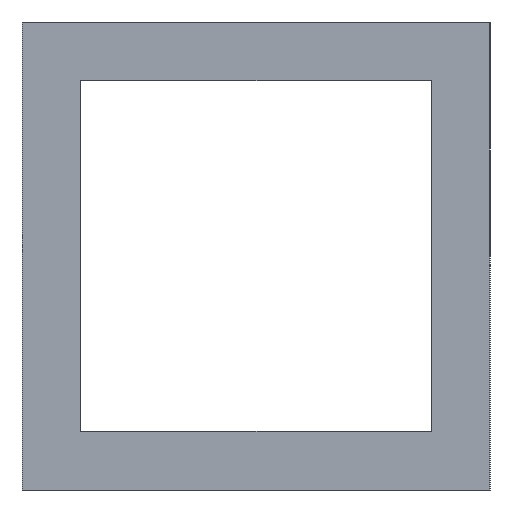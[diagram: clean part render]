
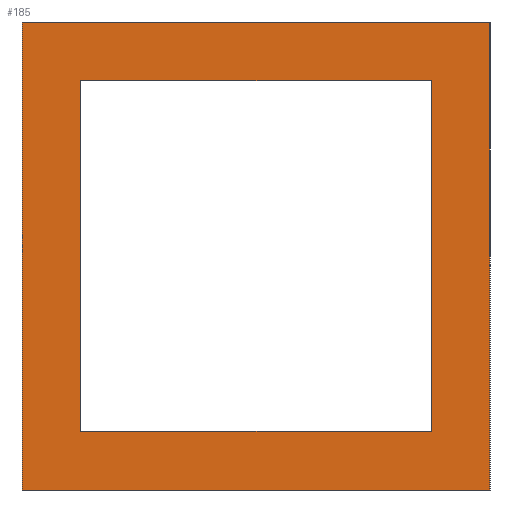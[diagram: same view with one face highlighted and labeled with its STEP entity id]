
A CAD part, left-side view. The second image highlights one B-rep face of the part: STEP entity #185.
In plain terms, the highlighted planar face has unit normal (-1, 0, 0).
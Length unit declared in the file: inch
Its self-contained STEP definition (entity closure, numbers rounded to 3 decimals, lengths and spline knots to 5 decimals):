
#15=FACE_BOUND('',#28,.T.);
#17=FACE_OUTER_BOUND('',#27,.T.);
#27=EDGE_LOOP('',(#127,#128,#129,#130));
#28=EDGE_LOOP('',(#131,#132,#133,#134));
#39=LINE('',#263,#63);
#40=LINE('',#265,#64);
#41=LINE('',#267,#65);
#42=LINE('',#268,#66);
#43=LINE('',#271,#67);
#44=LINE('',#273,#68);
#45=LINE('',#275,#69);
#46=LINE('',#276,#70);
#63=VECTOR('',#217,2.);
#64=VECTOR('',#218,2.);
#65=VECTOR('',#219,2.);
#66=VECTOR('',#220,2.);
#67=VECTOR('',#221,1.5);
#68=VECTOR('',#222,1.5);
#69=VECTOR('',#223,1.5);
#70=VECTOR('',#224,1.5);
#87=VERTEX_POINT('',#261);
#88=VERTEX_POINT('',#262);
#89=VERTEX_POINT('',#264);
#90=VERTEX_POINT('',#266);
#91=VERTEX_POINT('',#269);
#92=VERTEX_POINT('',#270);
#93=VERTEX_POINT('',#272);
#94=VERTEX_POINT('',#274);
#103=EDGE_CURVE('',#87,#88,#39,.T.);
#104=EDGE_CURVE('',#88,#89,#40,.T.);
#105=EDGE_CURVE('',#89,#90,#41,.T.);
#106=EDGE_CURVE('',#90,#87,#42,.T.);
#107=EDGE_CURVE('',#91,#92,#43,.T.);
#108=EDGE_CURVE('',#92,#93,#44,.T.);
#109=EDGE_CURVE('',#93,#94,#45,.T.);
#110=EDGE_CURVE('',#94,#91,#46,.T.);
#127=ORIENTED_EDGE('',*,*,#103,.T.);
#128=ORIENTED_EDGE('',*,*,#104,.T.);
#129=ORIENTED_EDGE('',*,*,#105,.T.);
#130=ORIENTED_EDGE('',*,*,#106,.T.);
#131=ORIENTED_EDGE('',*,*,#107,.T.);
#132=ORIENTED_EDGE('',*,*,#108,.T.);
#133=ORIENTED_EDGE('',*,*,#109,.T.);
#134=ORIENTED_EDGE('',*,*,#110,.T.);
#175=PLANE('',#203);
#185=ADVANCED_FACE('',(#17,#15),#175,.F.);
#203=AXIS2_PLACEMENT_3D('',#260,#215,#216);
#215=DIRECTION('center_axis',(1.,0.,0.));
#216=DIRECTION('ref_axis',(0.,-1.,0.));
#217=DIRECTION('',(0.,1.,0.));
#218=DIRECTION('',(0.,0.,-1.));
#219=DIRECTION('',(0.,-1.,0.));
#220=DIRECTION('',(0.,0.,1.));
#221=DIRECTION('',(0.,0.,-1.));
#222=DIRECTION('',(0.,1.,0.));
#223=DIRECTION('',(0.,0.,1.));
#224=DIRECTION('',(0.,-1.,0.));
#260=CARTESIAN_POINT('Origin',(0.,0.,0.));
#261=CARTESIAN_POINT('',(0.,-1.,1.));
#262=CARTESIAN_POINT('',(0.,1.,1.));
#263=CARTESIAN_POINT('',(0.,-1.,1.));
#264=CARTESIAN_POINT('',(0.,1.,-1.));
#265=CARTESIAN_POINT('',(0.,1.,1.));
#266=CARTESIAN_POINT('',(0.,-1.,-1.));
#267=CARTESIAN_POINT('',(0.,1.,-1.));
#268=CARTESIAN_POINT('',(0.,-1.,-1.));
#269=CARTESIAN_POINT('',(0.,-0.75,0.75));
#270=CARTESIAN_POINT('',(0.,-0.75,-0.75));
#271=CARTESIAN_POINT('',(0.,-0.75,0.75));
#272=CARTESIAN_POINT('',(0.,0.75,-0.75));
#273=CARTESIAN_POINT('',(0.,-0.75,-0.75));
#274=CARTESIAN_POINT('',(0.,0.75,0.75));
#275=CARTESIAN_POINT('',(0.,0.75,-0.75));
#276=CARTESIAN_POINT('',(0.,0.75,0.75));
